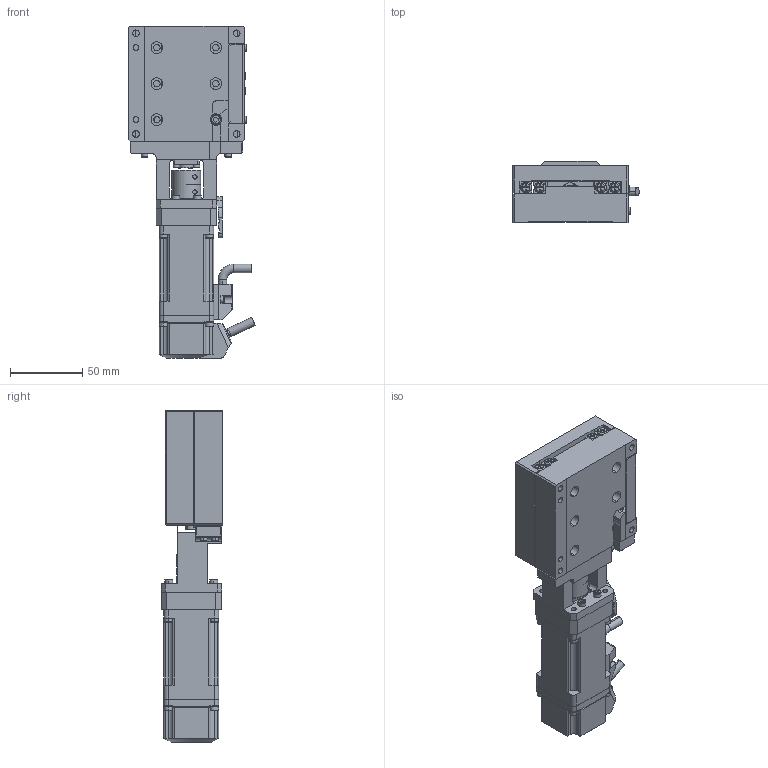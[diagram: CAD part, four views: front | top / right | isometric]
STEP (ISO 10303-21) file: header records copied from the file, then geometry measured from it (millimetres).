
FILE_DESCRIPTION (( 'STEP AP203' ), '1' );
FILE_NAME ('CXPF30-80-ASP1(AP203).STEP', '2023-07-18T09:08:40', ( '' ), ( '' ), 'SwSTEP 2.0', 'SolidWorks 2017', '' );
FILE_SCHEMA (( 'CONFIG_CONTROL_DESIGN' ));
Products named in the file (1): CXPF30-80-ASP1(AP203)
Bounding box: 87.79 x 43 x 230.5 mm (x, y, z)
Surface area: 98318.3 mm2 (no closed solid volume)
Topology: 0 solids, 75 shells, 1226 faces, 4007 edges, 2705 vertices
Faces by surface type: plane 733, cylinder 307, cone 110, torus 76
Entity records: 43794 total; most frequent: CARTESIAN_POINT 8552, DIRECTION 7549, ORIENTED_EDGE 6548, EDGE_CURVE 3947, VERTEX_POINT 2705, VECTOR 2565, LINE 2565, AXIS2_PLACEMENT_3D 2492
